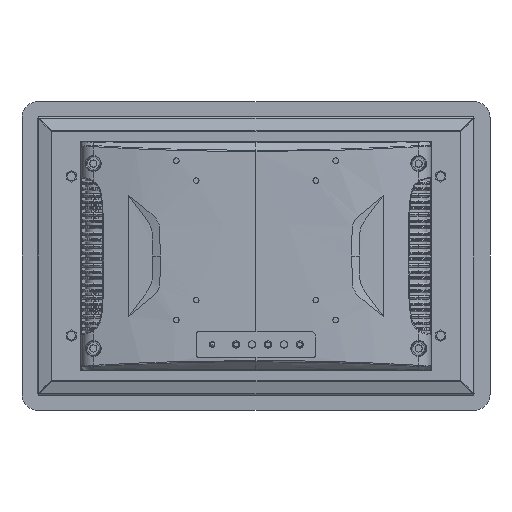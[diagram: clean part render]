
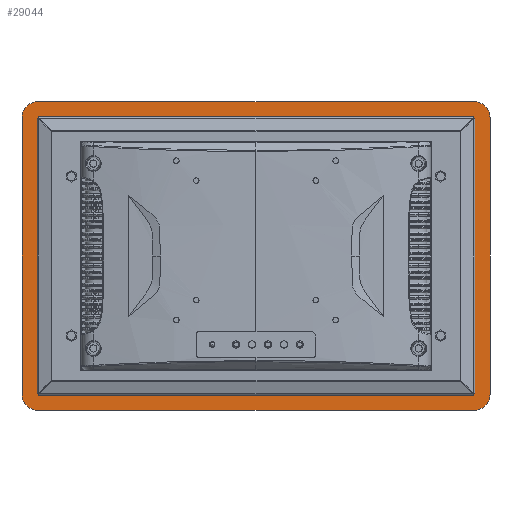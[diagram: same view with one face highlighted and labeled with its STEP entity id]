
A CAD part, front view. The second image highlights one B-rep face of the part: STEP entity #29044.
In plain terms, the highlighted planar face has unit normal (0, 1, 0).
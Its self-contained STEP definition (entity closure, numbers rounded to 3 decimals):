
#873 = EDGE_CURVE ( 'NONE', #44277, #80052, #3587, .T. ) ;
#2571 = VECTOR ( 'NONE', #65106, 1000. ) ;
#3020 = CARTESIAN_POINT ( 'NONE',  ( 130.8, -3., 85.8 ) ) ;
#3026 = CARTESIAN_POINT ( 'NONE',  ( 135.8, -3., -80.8 ) ) ;
#3587 = LINE ( 'NONE', #50741, #65823 ) ;
#4397 = CARTESIAN_POINT ( 'NONE',  ( 135.8, -3., -80.8 ) ) ;
#5244 = CARTESIAN_POINT ( 'NONE',  ( -135.8, -3., 80.8 ) ) ;
#6772 = VERTEX_POINT ( 'NONE', #7038 ) ;
#6773 = LINE ( 'NONE', #38668, #141974 ) ;
#7038 = CARTESIAN_POINT ( 'NONE',  ( 146.8, -3., 86.8 ) ) ;
#13133 = CARTESIAN_POINT ( 'NONE',  ( -147., -3., -96.8 ) ) ;
#14106 = DIRECTION ( 'NONE',  ( -1., 0., 0. ) ) ;
#14804 = DIRECTION ( 'NONE',  ( -1., 0., 0. ) ) ;
#17074 = ORIENTED_EDGE ( 'NONE', *, *, #41455, .F. ) ;
#17823 = EDGE_CURVE ( 'NONE', #96077, #44277, #23710, .T. ) ;
#20954 = EDGE_LOOP ( 'NONE', ( #136668, #53381, #101205, #109559, #116252, #54000, #77923, #132290 ) ) ;
#22686 = DIRECTION ( 'NONE',  ( 1., 0., 0. ) ) ;
#23336 = VECTOR ( 'NONE', #106202, 1000. ) ;
#23710 = CIRCLE ( 'NONE', #123305, 10. ) ;
#28677 = CARTESIAN_POINT ( 'NONE',  ( -147., -3., 97. ) ) ;
#28865 = EDGE_CURVE ( 'NONE', #100676, #40262, #43486, .T. ) ;
#29044 = ADVANCED_FACE ( 'NONE', ( #30942, #34499 ), #142063, .F. ) ;
#29125 = CARTESIAN_POINT ( 'NONE',  ( -135.8, -3., -80.8 ) ) ;
#30024 = AXIS2_PLACEMENT_3D ( 'NONE', #144221, #87056, #41710 ) ;
#30942 = FACE_OUTER_BOUND ( 'NONE', #20954, .T. ) ;
#31894 = VERTEX_POINT ( 'NONE', #3026 ) ;
#32313 = CARTESIAN_POINT ( 'NONE',  ( 136.8, -3., -86.8 ) ) ;
#34499 = FACE_BOUND ( 'NONE', #100500, .T. ) ;
#35126 = VERTEX_POINT ( 'NONE', #3020 ) ;
#35349 = AXIS2_PLACEMENT_3D ( 'NONE', #32313, #133360, #52737 ) ;
#38668 = CARTESIAN_POINT ( 'NONE',  ( 135.8, -3., 97. ) ) ;
#39881 = VECTOR ( 'NONE', #90055, 1000. ) ;
#40262 = VERTEX_POINT ( 'NONE', #5244 ) ;
#41040 = DIRECTION ( 'NONE',  ( 0., -1., 0. ) ) ;
#41455 = EDGE_CURVE ( 'NONE', #86437, #100676, #114439, .T. ) ;
#41494 = ORIENTED_EDGE ( 'NONE', *, *, #109349, .F. ) ;
#41710 = DIRECTION ( 'NONE',  ( -1., 0., 0. ) ) ;
#42173 = CARTESIAN_POINT ( 'NONE',  ( -135.8, -3., 80.8 ) ) ;
#42485 = CARTESIAN_POINT ( 'NONE',  ( -146.8, -3., -86.8 ) ) ;
#42998 = LINE ( 'NONE', #98826, #76882 ) ;
#43486 = LINE ( 'NONE', #125317, #39881 ) ;
#43690 = CARTESIAN_POINT ( 'NONE',  ( -136.8, -3., 96.8 ) ) ;
#44277 = VERTEX_POINT ( 'NONE', #43690 ) ;
#47939 = CARTESIAN_POINT ( 'NONE',  ( 146.8, -3., 97. ) ) ;
#50741 = CARTESIAN_POINT ( 'NONE',  ( -147., -3., 96.8 ) ) ;
#52737 = DIRECTION ( 'NONE',  ( -1., 0., 0. ) ) ;
#53244 = EDGE_CURVE ( 'NONE', #112891, #144858, #78357, .T. ) ;
#53381 = ORIENTED_EDGE ( 'NONE', *, *, #873, .T. ) ;
#53413 = CIRCLE ( 'NONE', #66807, 10. ) ;
#53569 = LINE ( 'NONE', #47939, #23336 ) ;
#54000 = ORIENTED_EDGE ( 'NONE', *, *, #126270, .T. ) ;
#55252 = VECTOR ( 'NONE', #14106, 1000. ) ;
#56560 = EDGE_CURVE ( 'NONE', #35126, #143035, #73245, .T. ) ;
#56739 = EDGE_CURVE ( 'NONE', #76926, #86437, #85581, .T. ) ;
#56871 = DIRECTION ( 'NONE',  ( -0.707, 0., 0.707 ) ) ;
#60741 = ORIENTED_EDGE ( 'NONE', *, *, #108710, .F. ) ;
#61078 = VERTEX_POINT ( 'NONE', #144212 ) ;
#64109 = VECTOR ( 'NONE', #97392, 1000. ) ;
#64890 = ORIENTED_EDGE ( 'NONE', *, *, #56739, .F. ) ;
#65106 = DIRECTION ( 'NONE',  ( 0.707, 0., 0.707 ) ) ;
#65823 = VECTOR ( 'NONE', #109028, 1000. ) ;
#66807 = AXIS2_PLACEMENT_3D ( 'NONE', #116242, #128160, #14804 ) ;
#67257 = EDGE_CURVE ( 'NONE', #143035, #31894, #6773, .T. ) ;
#68843 = VERTEX_POINT ( 'NONE', #137834 ) ;
#69301 = CARTESIAN_POINT ( 'NONE',  ( -130.8, -3., -85.8 ) ) ;
#70087 = LINE ( 'NONE', #42173, #2571 ) ;
#72415 = DIRECTION ( 'NONE',  ( -0.707, 0., -0.707 ) ) ;
#72960 = CIRCLE ( 'NONE', #30024, 10. ) ;
#73245 = LINE ( 'NONE', #119872, #94890 ) ;
#73880 = ORIENTED_EDGE ( 'NONE', *, *, #67257, .F. ) ;
#75061 = DIRECTION ( 'NONE',  ( 0.707, 0., -0.707 ) ) ;
#75984 = EDGE_CURVE ( 'NONE', #61078, #35126, #42998, .T. ) ;
#76882 = VECTOR ( 'NONE', #22686, 1000. ) ;
#76926 = VERTEX_POINT ( 'NONE', #114609 ) ;
#77923 = ORIENTED_EDGE ( 'NONE', *, *, #137582, .T. ) ;
#78357 = CIRCLE ( 'NONE', #35349, 10. ) ;
#78690 = ORIENTED_EDGE ( 'NONE', *, *, #56560, .F. ) ;
#79373 = EDGE_CURVE ( 'NONE', #80052, #6772, #53413, .T. ) ;
#80052 = VERTEX_POINT ( 'NONE', #101044 ) ;
#80650 = CARTESIAN_POINT ( 'NONE',  ( 135.8, -3., 80.8 ) ) ;
#84129 = VECTOR ( 'NONE', #56871, 1000. ) ;
#84929 = DIRECTION ( 'NONE',  ( 0., 0., -1. ) ) ;
#85014 = ORIENTED_EDGE ( 'NONE', *, *, #28865, .F. ) ;
#85581 = LINE ( 'NONE', #91516, #112336 ) ;
#86437 = VERTEX_POINT ( 'NONE', #69301 ) ;
#87056 = DIRECTION ( 'NONE',  ( 0., 1., 0. ) ) ;
#89186 = CARTESIAN_POINT ( 'NONE',  ( 146.8, -3., -86.8 ) ) ;
#89402 = VECTOR ( 'NONE', #72415, 1000. ) ;
#89660 = DIRECTION ( 'NONE',  ( -1., 0., 0. ) ) ;
#90055 = DIRECTION ( 'NONE',  ( 0., 0., 1. ) ) ;
#91516 = CARTESIAN_POINT ( 'NONE',  ( -147., -3., -85.8 ) ) ;
#94493 = LINE ( 'NONE', #109398, #64109 ) ;
#94890 = VECTOR ( 'NONE', #75061, 1000. ) ;
#96077 = VERTEX_POINT ( 'NONE', #128077 ) ;
#97339 = DIRECTION ( 'NONE',  ( -1., 0., 0. ) ) ;
#97392 = DIRECTION ( 'NONE',  ( 0., 0., 1. ) ) ;
#97955 = LINE ( 'NONE', #13133, #55252 ) ;
#98196 = EDGE_CURVE ( 'NONE', #6772, #112891, #53569, .T. ) ;
#98826 = CARTESIAN_POINT ( 'NONE',  ( -147., -3., 85.8 ) ) ;
#100500 = EDGE_LOOP ( 'NONE', ( #85014, #17074, #64890, #41494, #73880, #78690, #127259, #60741 ) ) ;
#100676 = VERTEX_POINT ( 'NONE', #29125 ) ;
#101044 = CARTESIAN_POINT ( 'NONE',  ( 136.8, -3., 96.8 ) ) ;
#101205 = ORIENTED_EDGE ( 'NONE', *, *, #79373, .T. ) ;
#103444 = CARTESIAN_POINT ( 'NONE',  ( 136.8, -3., -96.8 ) ) ;
#106202 = DIRECTION ( 'NONE',  ( 0., 0., -1. ) ) ;
#108710 = EDGE_CURVE ( 'NONE', #40262, #61078, #70087, .T. ) ;
#109028 = DIRECTION ( 'NONE',  ( 1., 0., 0. ) ) ;
#109349 = EDGE_CURVE ( 'NONE', #31894, #76926, #130338, .T. ) ;
#109398 = CARTESIAN_POINT ( 'NONE',  ( -146.8, -3., 97. ) ) ;
#109559 = ORIENTED_EDGE ( 'NONE', *, *, #98196, .T. ) ;
#112336 = VECTOR ( 'NONE', #114820, 1000. ) ;
#112891 = VERTEX_POINT ( 'NONE', #89186 ) ;
#114439 = LINE ( 'NONE', #125061, #84129 ) ;
#114609 = CARTESIAN_POINT ( 'NONE',  ( 130.8, -3., -85.8 ) ) ;
#114820 = DIRECTION ( 'NONE',  ( -1., 0., 0. ) ) ;
#116242 = CARTESIAN_POINT ( 'NONE',  ( 136.8, -3., 86.8 ) ) ;
#116252 = ORIENTED_EDGE ( 'NONE', *, *, #53244, .T. ) ;
#119872 = CARTESIAN_POINT ( 'NONE',  ( 130.8, -3., 85.8 ) ) ;
#121391 = VERTEX_POINT ( 'NONE', #42485 ) ;
#122504 = CARTESIAN_POINT ( 'NONE',  ( -136.8, -3., 86.8 ) ) ;
#123305 = AXIS2_PLACEMENT_3D ( 'NONE', #122504, #144823, #89660 ) ;
#125061 = CARTESIAN_POINT ( 'NONE',  ( -130.8, -3., -85.8 ) ) ;
#125317 = CARTESIAN_POINT ( 'NONE',  ( -135.8, -3., 97. ) ) ;
#126270 = EDGE_CURVE ( 'NONE', #144858, #68843, #97955, .T. ) ;
#127259 = ORIENTED_EDGE ( 'NONE', *, *, #75984, .F. ) ;
#128077 = CARTESIAN_POINT ( 'NONE',  ( -146.8, -3., 86.8 ) ) ;
#128160 = DIRECTION ( 'NONE',  ( 0., 1., 0. ) ) ;
#130338 = LINE ( 'NONE', #4397, #89402 ) ;
#131761 = EDGE_CURVE ( 'NONE', #121391, #96077, #94493, .T. ) ;
#132290 = ORIENTED_EDGE ( 'NONE', *, *, #131761, .T. ) ;
#133033 = AXIS2_PLACEMENT_3D ( 'NONE', #28677, #41040, #97339 ) ;
#133360 = DIRECTION ( 'NONE',  ( 0., 1., 0. ) ) ;
#136668 = ORIENTED_EDGE ( 'NONE', *, *, #17823, .T. ) ;
#137582 = EDGE_CURVE ( 'NONE', #68843, #121391, #72960, .T. ) ;
#137834 = CARTESIAN_POINT ( 'NONE',  ( -136.8, -3., -96.8 ) ) ;
#141974 = VECTOR ( 'NONE', #84929, 1000. ) ;
#142063 = PLANE ( 'NONE',  #133033 ) ;
#143035 = VERTEX_POINT ( 'NONE', #80650 ) ;
#144212 = CARTESIAN_POINT ( 'NONE',  ( -130.8, -3., 85.8 ) ) ;
#144221 = CARTESIAN_POINT ( 'NONE',  ( -136.8, -3., -86.8 ) ) ;
#144823 = DIRECTION ( 'NONE',  ( 0., 1., 0. ) ) ;
#144858 = VERTEX_POINT ( 'NONE', #103444 ) ;
